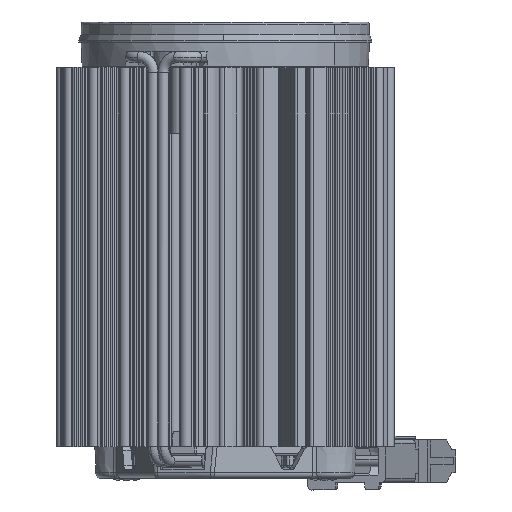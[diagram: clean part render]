
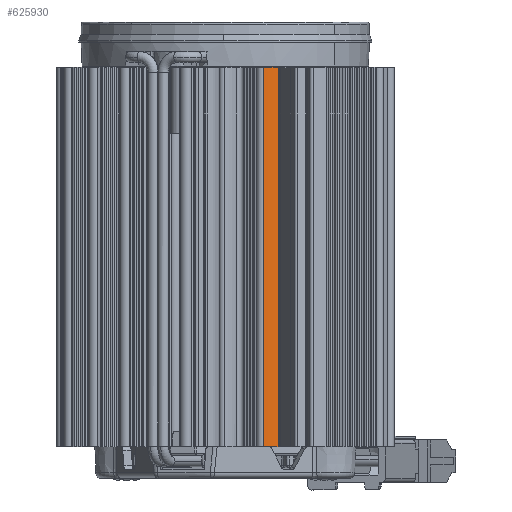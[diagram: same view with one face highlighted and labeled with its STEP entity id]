
A CAD part, front view. The second image highlights one B-rep face of the part: STEP entity #625930.
In plain terms, the highlighted cylindrical face has radius 22.5 mm (diameter 45 mm), a partial arc.
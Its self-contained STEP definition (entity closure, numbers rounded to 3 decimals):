
#380610=CARTESIAN_POINT('',(12.131,14.579,-52.));
#380620=VERTEX_POINT('',#380610);
#380650=CARTESIAN_POINT('',(4.,-6.4,-52.));
#380660=DIRECTION('',(0.,0.,-1.));
#380670=DIRECTION('',(0.275,0.961,0.));
#380680=AXIS2_PLACEMENT_3D('',#380650,#380660,#380670);
#380690=CIRCLE('',#380680,22.5);
#380700=CARTESIAN_POINT('',(10.194,15.231,-52.));
#380710=VERTEX_POINT('',#380700);
#380720=EDGE_CURVE('',#380710,#380620,#380690,.T.);
#623930=CARTESIAN_POINT('',(10.194,15.231,-32.));
#623940=DIRECTION('',(0.,0.,1.));
#623950=VECTOR('',#623940,1.);
#623960=LINE('',#623930,#623950);
#623970=CARTESIAN_POINT('',(10.194,15.231,-2.));
#623980=VERTEX_POINT('',#623970);
#623990=EDGE_CURVE('',#380710,#623980,#623960,.T.);
#624210=CARTESIAN_POINT('',(4.,-6.4,
-2.));
#624220=DIRECTION('',(0.,0.,1.));
#624230=DIRECTION('',(0.361,0.932,0.));
#624240=AXIS2_PLACEMENT_3D('',#624210,#624220,#624230);
#624250=CIRCLE('',#624240,22.5);
#624260=CARTESIAN_POINT('',(12.131,14.579,-2.));
#624270=VERTEX_POINT('',#624260);
#624280=EDGE_CURVE('',#624270,#623980,#624250,.T.);
#625770=CARTESIAN_POINT('',(4.,-6.4,
-68.));
#625780=DIRECTION('',(0.,0.,-1.));
#625790=DIRECTION('',(1.,0.,0.));
#625800=AXIS2_PLACEMENT_3D('',#625770,#625780,#625790);
#625810=CYLINDRICAL_SURFACE('',#625800,22.5);
#625820=ORIENTED_EDGE('',*,*,#380720,.F.);
#625830=CARTESIAN_POINT('',(12.131,14.579,-32.));
#625840=DIRECTION('',(0.,0.,1.));
#625850=VECTOR('',#625840,1.);
#625860=LINE('',#625830,#625850);
#625870=EDGE_CURVE('',#380620,#624270,#625860,.T.);
#625880=ORIENTED_EDGE('',*,*,#625870,.F.);
#625890=ORIENTED_EDGE('',*,*,#624280,.F.);
#625900=ORIENTED_EDGE('',*,*,#623990,.T.);
#625910=EDGE_LOOP('',(#625900,#625890,#625880,#625820));
#625920=FACE_OUTER_BOUND('',#625910,.T.);
#625930=ADVANCED_FACE('',(#625920),#625810,.T.);
